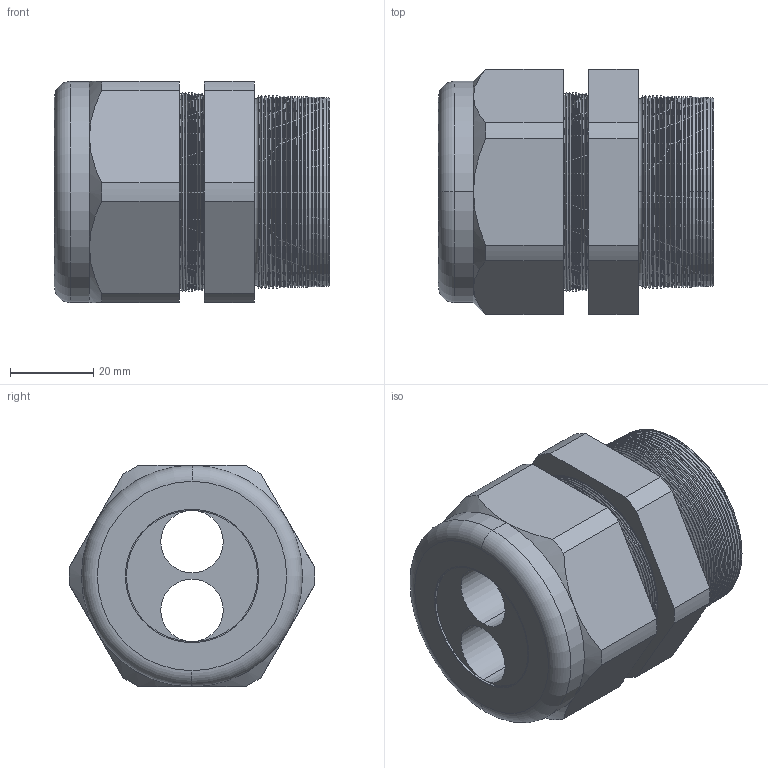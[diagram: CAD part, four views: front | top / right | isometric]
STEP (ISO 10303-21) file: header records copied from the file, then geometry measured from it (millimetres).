
FILE_DESCRIPTION (( 'STEP AP203' ), '1' );
FILE_NAME ('CD36N4-BK.STEP', '2008-06-23T06:46:36', ( 'BSI05' ), ( 'BAYSTATE' ), 'SwSTEP 2.0', 'SolidWorks 2007', '' );
FILE_SCHEMA (( 'CONFIG_CONTROL_DESIGN' ));
Length unit declared in the file: inch
Products named in the file (1): CD36N4-BK
Bounding box: 66.04 x 58.91 x 53.09 mm (x, y, z)
Volume: 87015.3 mm3; surface area: 27399.5 mm2
Topology: 2 solids, 2 shells, 227 faces, 476 edges, 258 vertices
Faces by surface type: cone 176, cylinder 24, plane 21, torus 6
Entity records: 6095 total; most frequent: DIRECTION 1160, CARTESIAN_POINT 1066, ORIENTED_EDGE 952, EDGE_CURVE 476, AXIS2_PLACEMENT_3D 468, VERTEX_POINT 258, CIRCLE 240, EDGE_LOOP 238
